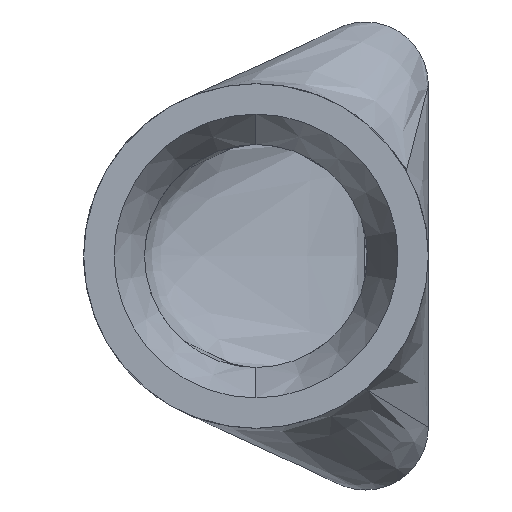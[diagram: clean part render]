
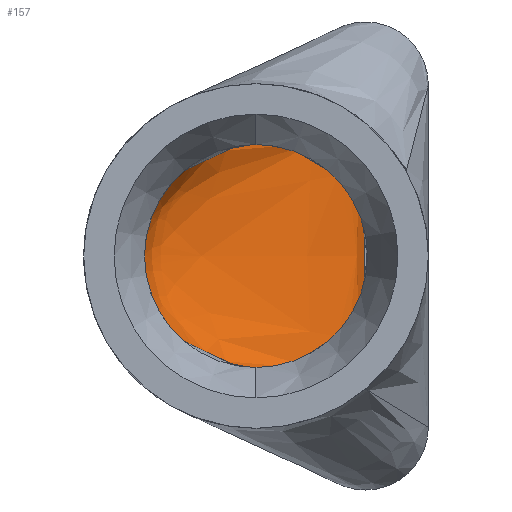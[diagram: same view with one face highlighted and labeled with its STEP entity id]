
A CAD part, left-side view. The second image highlights one B-rep face of the part: STEP entity #157.
In plain terms, the highlighted free-form (B-spline) face has degree [3, 3] with [9, 4] control points.
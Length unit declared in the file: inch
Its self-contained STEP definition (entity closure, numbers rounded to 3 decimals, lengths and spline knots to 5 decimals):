
#3 = CARTESIAN_POINT ( 'NONE',  ( 1.47, 0.1275, 0.14167 ) ) ;
#8 = CARTESIAN_POINT ( 'NONE',  ( 1.37458, 0.1275, 0.14167 ) ) ;
#57 = CARTESIAN_POINT ( 'NONE',  ( 1.09, 0.48488, -0.16968 ) ) ;
#62 = B_SPLINE_CURVE_WITH_KNOTS ( 'NONE', 3,
 ( #269, #979, #448, #988, #543, #892, #1068, #1062, #277 ),
 .UNSPECIFIED., .F., .F.,
 ( 4, 1, 1, 1, 1, 1, 4 ),
 ( 0., 0.125, 0.25, 0.5, 0.75, 0.875, 1. ),
 .UNSPECIFIED. ) ;
#79 = CARTESIAN_POINT ( 'NONE',  ( 1.47, 0.1275, 0.34 ) ) ;
#90 = CARTESIAN_POINT ( 'NONE',  ( 1.18146, 0.48488, 0.16968 ) ) ;
#151 = CARTESIAN_POINT ( 'NONE',  ( 1.47, 0.1275, -0.31167 ) ) ;
#157 = ADVANCED_FACE ( 'NONE', ( #911 ), #520, .F. ) ;
#174 = CARTESIAN_POINT ( 'NONE',  ( 1.47, 0.1275, 0.31167 ) ) ;
#186 = CARTESIAN_POINT ( 'NONE',  ( 1.47, 0.1275, 0.34 ) ) ;
#232 = CARTESIAN_POINT ( 'NONE',  ( 1.37854, 0.1275, -0.34 ) ) ;
#243 = EDGE_CURVE ( 'NONE', #466, #1073, #292, .T. ) ;
#252 = EDGE_CURVE ( 'NONE', #525, #1073, #1027, .T. ) ;
#253 = CARTESIAN_POINT ( 'NONE',  ( 1.18197, 0.49742, 0.15916 ) ) ;
#259 = CARTESIAN_POINT ( 'NONE',  ( 1.183, 0.51984, 0.13554 ) ) ;
#262 = CARTESIAN_POINT ( 'NONE',  ( 1.37854, 0.1275, 0.34 ) ) ;
#267 = ORIENTED_EDGE ( 'NONE', *, *, #1084, .T. ) ;
#269 = CARTESIAN_POINT ( 'NONE',  ( 1.09, 0.48488, 0.16969 ) ) ;
#277 = CARTESIAN_POINT ( 'NONE',  ( 1.09, 0.48488, -0.16969 ) ) ;
#284 = EDGE_LOOP ( 'NONE', ( #811, #267, #945, #289 ) ) ;
#289 = ORIENTED_EDGE ( 'NONE', *, *, #243, .F. ) ;
#292 = B_SPLINE_CURVE_WITH_KNOTS ( 'NONE', 3,
 ( #433, #783, #262, #846 ),
 .UNSPECIFIED., .F., .F.,
 ( 4, 4 ),
 ( 0., 1. ),
 .UNSPECIFIED. ) ;
#317 = CARTESIAN_POINT ( 'NONE',  ( 1.47, 0.1275, 0.14167 ) ) ;
#322 = CARTESIAN_POINT ( 'NONE',  ( 1.18146, 0.48488, -0.16968 ) ) ;
#325 = CARTESIAN_POINT ( 'NONE',  ( 1.47, 0.1275, 0. ) ) ;
#336 = CARTESIAN_POINT ( 'NONE',  ( 1.37458, 0.1275, -0.14167 ) ) ;
#346 = CARTESIAN_POINT ( 'NONE',  ( 1.47, 0.1275, 0.255 ) ) ;
#404 = CARTESIAN_POINT ( 'NONE',  ( 1.09, 0.51984, -0.13553 ) ) ;
#431 = CARTESIAN_POINT ( 'NONE',  ( 1.37854, 0.1275, 0.34 ) ) ;
#433 = CARTESIAN_POINT ( 'NONE',  ( 1.09, 0.48488, 0.16969 ) ) ;
#438 = CARTESIAN_POINT ( 'NONE',  ( 1.47, 0.1275, -0.34 ) ) ;
#441 = CARTESIAN_POINT ( 'NONE',  ( 1.09, 0.57128, 0.00001 ) ) ;
#448 = CARTESIAN_POINT ( 'NONE',  ( 1.09, 0.51984, 0.13554 ) ) ;
#466 = VERTEX_POINT ( 'NONE', #808 ) ;
#476 = CARTESIAN_POINT ( 'NONE',  ( 1.09, 0.49742, -0.15916 ) ) ;
#483 = CARTESIAN_POINT ( 'NONE',  ( 1.47, 0.1275, -0.34 ) ) ;
#502 = CARTESIAN_POINT ( 'NONE',  ( 1.09, 0.51984, 0.13554 ) ) ;
#520 = B_SPLINE_SURFACE_WITH_KNOTS ( 'NONE', 3, 3, ( 
 ( #57, #322, #232, #483 ),
 ( #476, #833, #826, #743 ),
 ( #404, #750, #1106, #935 ),
 ( #685, #1033, #336, #1044 ),
 ( #441, #706, #878, #789 ),
 ( #871, #691, #8, #3 ),
 ( #502, #259, #524, #346 ),
 ( #1040, #253, #601, #174 ),
 ( #697, #90, #431, #79 ) ),
 .UNSPECIFIED., .F., .F., .F.,
 ( 4, 1, 1, 1, 1, 1, 4 ),
 ( 4, 4 ),
 ( 0., 0.125, 0.25, 0.5, 0.75, 0.875, 1. ),
 ( 0., 1. ),
 .UNSPECIFIED. ) ;
#524 = CARTESIAN_POINT ( 'NONE',  ( 1.377, 0.1275, 0.255 ) ) ;
#525 = VERTEX_POINT ( 'NONE', #854 ) ;
#543 = CARTESIAN_POINT ( 'NONE',  ( 1.09, 0.57128, 0.00001 ) ) ;
#601 = CARTESIAN_POINT ( 'NONE',  ( 1.37803, 0.1275, 0.31167 ) ) ;
#612 = CARTESIAN_POINT ( 'NONE',  ( 1.47, 0.1275, -0.34 ) ) ;
#673 = VERTEX_POINT ( 'NONE', #688 ) ;
#680 = B_SPLINE_CURVE_WITH_KNOTS ( 'NONE', 3,
 ( #1072, #719, #723, #612 ),
 .UNSPECIFIED., .F., .F.,
 ( 4, 4 ),
 ( 0., 1. ),
 .UNSPECIFIED. ) ;
#685 = CARTESIAN_POINT ( 'NONE',  ( 1.09, 0.55313, -0.0808 ) ) ;
#688 = CARTESIAN_POINT ( 'NONE',  ( 1.09, 0.48488, -0.16969 ) ) ;
#691 = CARTESIAN_POINT ( 'NONE',  ( 1.18542, 0.55314, 0.08078 ) ) ;
#697 = CARTESIAN_POINT ( 'NONE',  ( 1.09, 0.48488, 0.16968 ) ) ;
#706 = CARTESIAN_POINT ( 'NONE',  ( 1.18715, 0.57128, 0.00001 ) ) ;
#719 = CARTESIAN_POINT ( 'NONE',  ( 1.18146, 0.48488, -0.16968 ) ) ;
#723 = CARTESIAN_POINT ( 'NONE',  ( 1.37854, 0.1275, -0.34 ) ) ;
#743 = CARTESIAN_POINT ( 'NONE',  ( 1.47, 0.1275, -0.31167 ) ) ;
#750 = CARTESIAN_POINT ( 'NONE',  ( 1.183, 0.51984, -0.13553 ) ) ;
#761 = CARTESIAN_POINT ( 'NONE',  ( 1.47, 0.1275, -0.255 ) ) ;
#783 = CARTESIAN_POINT ( 'NONE',  ( 1.18146, 0.48488, 0.16968 ) ) ;
#789 = CARTESIAN_POINT ( 'NONE',  ( 1.47, 0.1275, 0. ) ) ;
#808 = CARTESIAN_POINT ( 'NONE',  ( 1.09, 0.48488, 0.16969 ) ) ;
#811 = ORIENTED_EDGE ( 'NONE', *, *, #1052, .T. ) ;
#826 = CARTESIAN_POINT ( 'NONE',  ( 1.37803, 0.1275, -0.31167 ) ) ;
#833 = CARTESIAN_POINT ( 'NONE',  ( 1.18197, 0.49742, -0.15916 ) ) ;
#846 = CARTESIAN_POINT ( 'NONE',  ( 1.47, 0.1275, 0.34 ) ) ;
#854 = CARTESIAN_POINT ( 'NONE',  ( 1.47, 0.1275, -0.34 ) ) ;
#871 = CARTESIAN_POINT ( 'NONE',  ( 1.09, 0.55314, 0.08078 ) ) ;
#878 = CARTESIAN_POINT ( 'NONE',  ( 1.37285, 0.1275, 0. ) ) ;
#892 = CARTESIAN_POINT ( 'NONE',  ( 1.09, 0.55313, -0.0808 ) ) ;
#911 = FACE_OUTER_BOUND ( 'NONE', #284, .T. ) ;
#922 = CARTESIAN_POINT ( 'NONE',  ( 1.47, 0.1275, 0.31167 ) ) ;
#935 = CARTESIAN_POINT ( 'NONE',  ( 1.47, 0.1275, -0.255 ) ) ;
#945 = ORIENTED_EDGE ( 'NONE', *, *, #252, .T. ) ;
#951 = CARTESIAN_POINT ( 'NONE',  ( 1.47, 0.1275, 0.255 ) ) ;
#979 = CARTESIAN_POINT ( 'NONE',  ( 1.09, 0.49742, 0.15916 ) ) ;
#988 = CARTESIAN_POINT ( 'NONE',  ( 1.09, 0.55314, 0.08078 ) ) ;
#1016 = CARTESIAN_POINT ( 'NONE',  ( 1.47, 0.1275, 0.34 ) ) ;
#1027 = B_SPLINE_CURVE_WITH_KNOTS ( 'NONE', 3,
 ( #438, #151, #761, #1117, #325, #317, #951, #922, #1016 ),
 .UNSPECIFIED., .F., .F.,
 ( 4, 1, 1, 1, 1, 1, 4 ),
 ( 0., 0.125, 0.25, 0.5, 0.75, 0.875, 1. ),
 .UNSPECIFIED. ) ;
#1033 = CARTESIAN_POINT ( 'NONE',  ( 1.18542, 0.55313, -0.0808 ) ) ;
#1040 = CARTESIAN_POINT ( 'NONE',  ( 1.09, 0.49742, 0.15916 ) ) ;
#1044 = CARTESIAN_POINT ( 'NONE',  ( 1.47, 0.1275, -0.14167 ) ) ;
#1052 = EDGE_CURVE ( 'NONE', #466, #673, #62, .T. ) ;
#1062 = CARTESIAN_POINT ( 'NONE',  ( 1.09, 0.49742, -0.15916 ) ) ;
#1068 = CARTESIAN_POINT ( 'NONE',  ( 1.09, 0.51984, -0.13553 ) ) ;
#1072 = CARTESIAN_POINT ( 'NONE',  ( 1.09, 0.48488, -0.16969 ) ) ;
#1073 = VERTEX_POINT ( 'NONE', #186 ) ;
#1084 = EDGE_CURVE ( 'NONE', #673, #525, #680, .T. ) ;
#1106 = CARTESIAN_POINT ( 'NONE',  ( 1.377, 0.1275, -0.255 ) ) ;
#1117 = CARTESIAN_POINT ( 'NONE',  ( 1.47, 0.1275, -0.14167 ) ) ;
